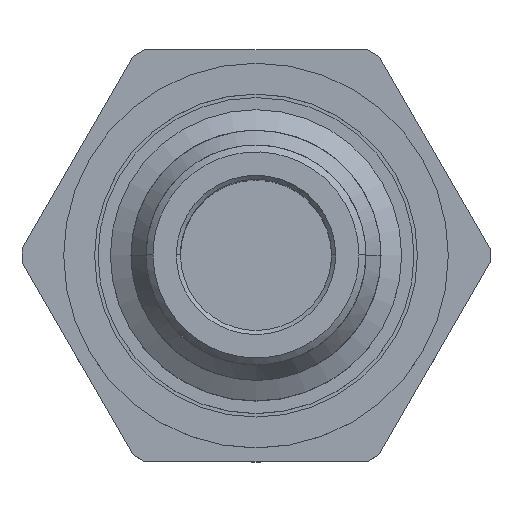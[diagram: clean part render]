
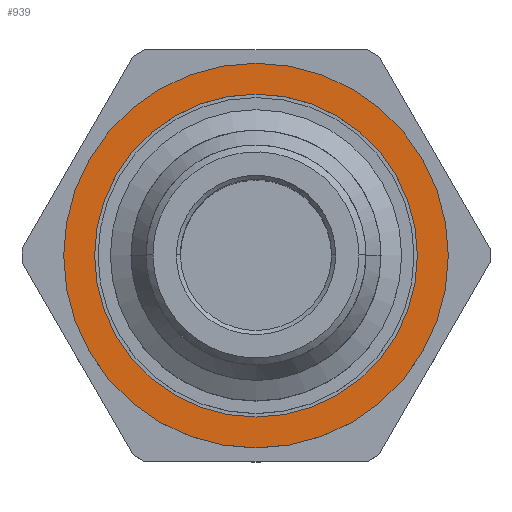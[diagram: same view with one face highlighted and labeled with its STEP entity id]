
A CAD part, top view. The second image highlights one B-rep face of the part: STEP entity #939.
In plain terms, the highlighted planar face has unit normal (0, 0, 1).
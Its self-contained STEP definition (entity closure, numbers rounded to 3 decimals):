
#133=PLANE('',#1043);
#399=ORIENTED_EDGE('',*,*,#530,.T.);
#400=ORIENTED_EDGE('',*,*,#529,.F.);
#529=EDGE_CURVE('',#619,#619,#655,.T.);
#530=EDGE_CURVE('',#620,#620,#656,.T.);
#619=VERTEX_POINT('',#1765);
#620=VERTEX_POINT('',#1768);
#655=CIRCLE('',#1039,14.);
#656=CIRCLE('',#1041,11.75);
#741=EDGE_LOOP('',(#399));
#742=EDGE_LOOP('',(#400));
#839=FACE_BOUND('',#741,.T.);
#840=FACE_BOUND('',#742,.T.);
#939=ADVANCED_FACE('',(#839,#840),#133,.T.);
#1039=AXIS2_PLACEMENT_3D('',#1764,#1256,#1257);
#1041=AXIS2_PLACEMENT_3D('',#1767,#1260,#1261);
#1043=AXIS2_PLACEMENT_3D('',#1771,#1264,#1265);
#1256=DIRECTION('',(0.,0.,-1.));
#1257=DIRECTION('',(0.,-1.,0.));
#1260=DIRECTION('',(0.,0.,-1.));
#1261=DIRECTION('',(0.,1.,0.));
#1264=DIRECTION('',(0.,0.,1.));
#1265=DIRECTION('',(1.,0.,0.));
#1764=CARTESIAN_POINT('',(-60.242,76.557,32.2));
#1765=CARTESIAN_POINT('',(-60.242,62.557,32.2));
#1767=CARTESIAN_POINT('',(-60.242,76.557,32.2));
#1768=CARTESIAN_POINT('',(-60.242,88.307,32.2));
#1771=CARTESIAN_POINT('',(-43.442,93.357,32.2));
